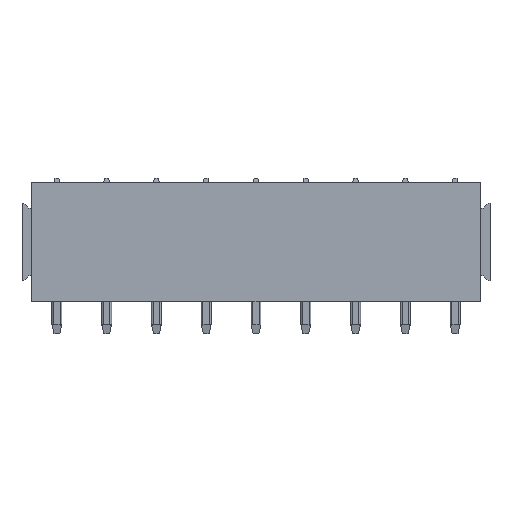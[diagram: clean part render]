
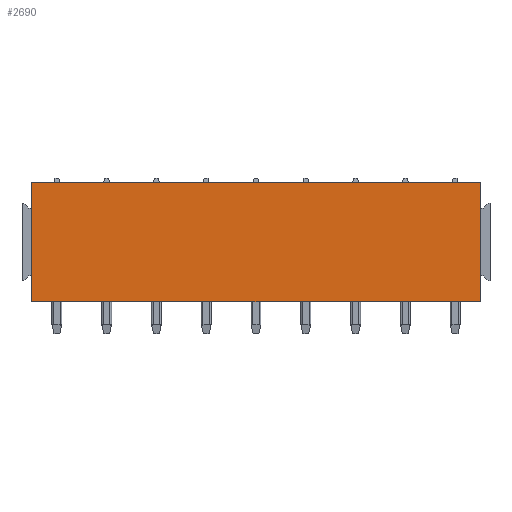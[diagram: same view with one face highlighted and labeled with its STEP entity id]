
A CAD part, front view. The second image highlights one B-rep face of the part: STEP entity #2690.
In plain terms, the highlighted planar face has unit normal (0, -1, 0).
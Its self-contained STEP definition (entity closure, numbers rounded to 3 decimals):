
#2670=AXIS2_PLACEMENT_3D('Plane Axis2P3D',#2667,#2668,#2669) ;
#761=CARTESIAN_POINT('Vertex',(46.,0.,3.2)) ;
#764=CARTESIAN_POINT('Line Origine',(23.5,0.,3.2)) ;
#768=CARTESIAN_POINT('Vertex',(1.,0.,3.2)) ;
#2642=CARTESIAN_POINT('Vertex',(46.,0.,15.2)) ;
#2645=CARTESIAN_POINT('Line Origine',(46.,0.,9.2)) ;
#2667=CARTESIAN_POINT('Axis2P3D Location',(1.,0.,3.2)) ;
#2672=CARTESIAN_POINT('Line Origine',(23.5,0.,15.2)) ;
#2676=CARTESIAN_POINT('Vertex',(1.,0.,15.2)) ;
#2679=CARTESIAN_POINT('Line Origine',(1.,0.,9.2)) ;
#765=DIRECTION('Vector Direction',(1.,0.,0.)) ;
#2646=DIRECTION('Vector Direction',(0.,0.,1.)) ;
#2668=DIRECTION('Axis2P3D Direction',(0.,1.,0.)) ;
#2669=DIRECTION('Axis2P3D XDirection',(0.,0.,1.)) ;
#2673=DIRECTION('Vector Direction',(1.,0.,0.)) ;
#2680=DIRECTION('Vector Direction',(0.,0.,1.)) ;
#766=VECTOR('Line Direction',#765,1.) ;
#2647=VECTOR('Line Direction',#2646,1.) ;
#2674=VECTOR('Line Direction',#2673,1.) ;
#2681=VECTOR('Line Direction',#2680,1.) ;
#2685=ORIENTED_EDGE('',*,*,#2649,.T.) ;
#2686=ORIENTED_EDGE('',*,*,#2678,.F.) ;
#2687=ORIENTED_EDGE('',*,*,#2683,.F.) ;
#2688=ORIENTED_EDGE('',*,*,#770,.T.) ;
#2690=ADVANCED_FACE('Housing',(#2689),#2671,.F.) ;
#770=EDGE_CURVE('',#769,#762,#767,.T.) ;
#2649=EDGE_CURVE('',#762,#2643,#2648,.T.) ;
#2678=EDGE_CURVE('',#2677,#2643,#2675,.T.) ;
#2683=EDGE_CURVE('',#769,#2677,#2682,.T.) ;
#2684=EDGE_LOOP('',(#2685,#2686,#2687,#2688)) ;
#2689=FACE_OUTER_BOUND('',#2684,.T.) ;
#767=LINE('Line',#764,#766) ;
#2648=LINE('Line',#2645,#2647) ;
#2675=LINE('Line',#2672,#2674) ;
#2682=LINE('Line',#2679,#2681) ;
#2671=PLANE('',#2670) ;
#762=VERTEX_POINT('',#761) ;
#769=VERTEX_POINT('',#768) ;
#2643=VERTEX_POINT('',#2642) ;
#2677=VERTEX_POINT('',#2676) ;
